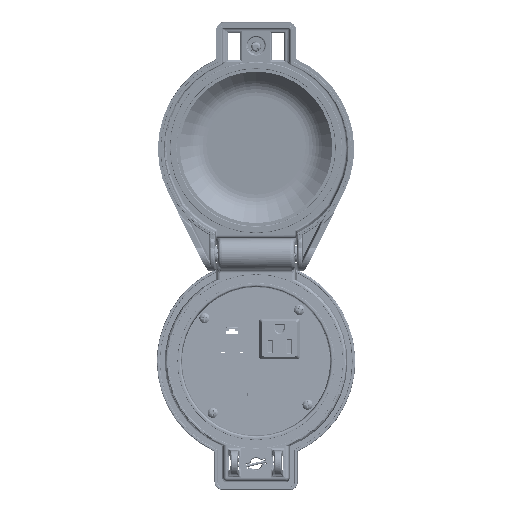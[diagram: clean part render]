
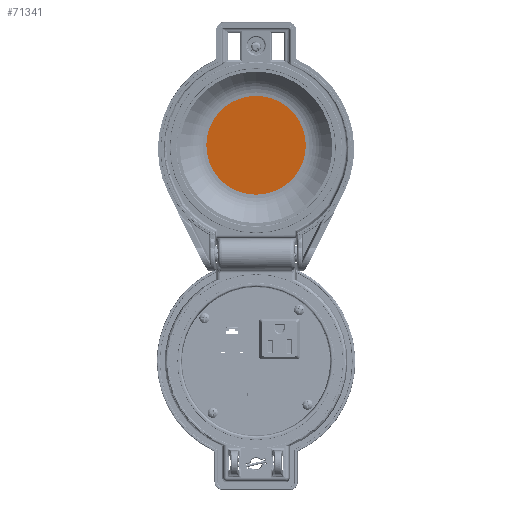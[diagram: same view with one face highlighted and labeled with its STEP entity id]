
A CAD part, top view. The second image highlights one B-rep face of the part: STEP entity #71341.
In plain terms, the highlighted planar face has unit normal (0, -0.122, 0.993).
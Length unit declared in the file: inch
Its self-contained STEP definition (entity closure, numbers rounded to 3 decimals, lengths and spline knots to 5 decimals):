
#1187 = EDGE_CURVE ( 'NONE', #96162, #126884, #101527, .T. ) ;
#25940 = ORIENTED_EDGE ( 'NONE', *, *, #34288, .T. ) ;
#26330 = CARTESIAN_POINT ( 'NONE',  ( 0., 4.14301, 0.13561 ) ) ;
#26621 = CARTESIAN_POINT ( 'NONE',  ( 0., 5.68927, 0.32547 ) ) ;
#27437 = DIRECTION ( 'NONE',  ( 1., 0., 0. ) ) ;
#34288 = EDGE_CURVE ( 'NONE', #126884, #96162, #102752, .T. ) ;
#36397 = CARTESIAN_POINT ( 'NONE',  ( 1.30934, 5.68927, 0.32547 ) ) ;
#71341 = ADVANCED_FACE ( 'NONE', ( #100883 ), #139811, .F. ) ;
#78908 = AXIS2_PLACEMENT_3D ( 'NONE', #26621, #162482, #27437 ) ;
#96162 = VERTEX_POINT ( 'NONE', #118725 ) ;
#98401 = DIRECTION ( 'NONE',  ( 0., 0.122, -0.993 ) ) ;
#100883 = FACE_OUTER_BOUND ( 'NONE', #142376, .T. ) ;
#101527 = CIRCLE ( 'NONE', #122670, 1.30934 ) ;
#102752 = CIRCLE ( 'NONE', #78908, 1.30934 ) ;
#115208 = ORIENTED_EDGE ( 'NONE', *, *, #1187, .T. ) ;
#118725 = CARTESIAN_POINT ( 'NONE',  ( -1.30934, 5.68927, 0.32547 ) ) ;
#119278 = DIRECTION ( 'NONE',  ( 0., -0.122, 0.993 ) ) ;
#122670 = AXIS2_PLACEMENT_3D ( 'NONE', #133356, #119278, #158199 ) ;
#126884 = VERTEX_POINT ( 'NONE', #36397 ) ;
#133356 = CARTESIAN_POINT ( 'NONE',  ( 0., 5.68927, 0.32547 ) ) ;
#139811 = PLANE ( 'NONE',  #143573 ) ;
#142376 = EDGE_LOOP ( 'NONE', ( #25940, #115208 ) ) ;
#143573 = AXIS2_PLACEMENT_3D ( 'NONE', #26330, #98401, #149749 ) ;
#149749 = DIRECTION ( 'NONE',  ( 1., 0., 0. ) ) ;
#158199 = DIRECTION ( 'NONE',  ( 1., 0., 0. ) ) ;
#162482 = DIRECTION ( 'NONE',  ( 0., -0.122, 0.993 ) ) ;
